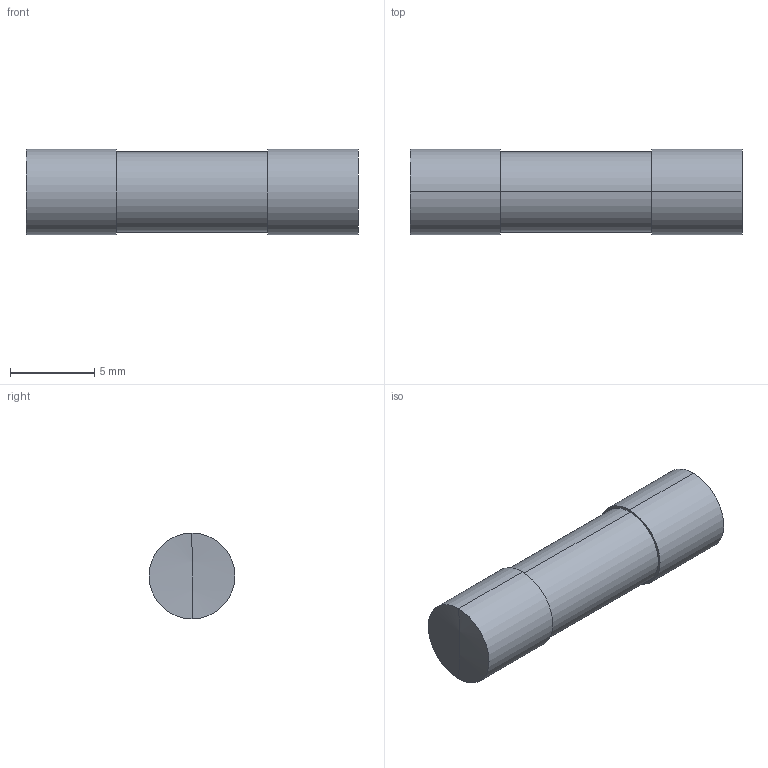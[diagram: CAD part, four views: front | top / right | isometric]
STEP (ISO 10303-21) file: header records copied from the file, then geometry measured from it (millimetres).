
FILE_DESCRIPTION(('CAx-IF Rec.Pracs.---Model Styling and Organization---1.5---2016-08-15','CAx-IF Rec.Pracs.---Geometric and Assembly Validation Properties---4.4---2016-08-17','CAx-IF Rec.Pracs.---User Defined Attributes---1.5---2016-08-15','CAx-IF Rec.Pracs.---External References---2.1---2005-01-19'),'2;1');
FILE_NAME('FUSE_2AG.step','2020-08-13T20:10:22',('Unspecified'),('Unspecified'),'CAD Exchanger 3.8.1 (cadexchanger.com)','Unspecified','');
FILE_SCHEMA(('AUTOMOTIVE_DESIGN { 1 0 10303 214 1 1 1 1 }'));
Length unit declared in the file: millimetre
Products named in the file (1): User Library-Fuse Small 1A
Bounding box: 19.7 x 5.1 x 5.1 mm (x, y, z)
Volume: 82.3 mm3; surface area: 980.3 mm2
Topology: 4 solids, 4 shells, 26 faces, 44 edges, 28 vertices
Faces by surface type: cylinder 14, plane 8, sphere 4
Entity records: 870 total; most frequent: DIRECTION 128, CARTESIAN_POINT 99, ORIENTED_EDGE 88, AXIS2_PLACEMENT_3D 57, EDGE_CURVE 44, FACE_BOUND 30, EDGE_LOOP 30, CIRCLE 30
